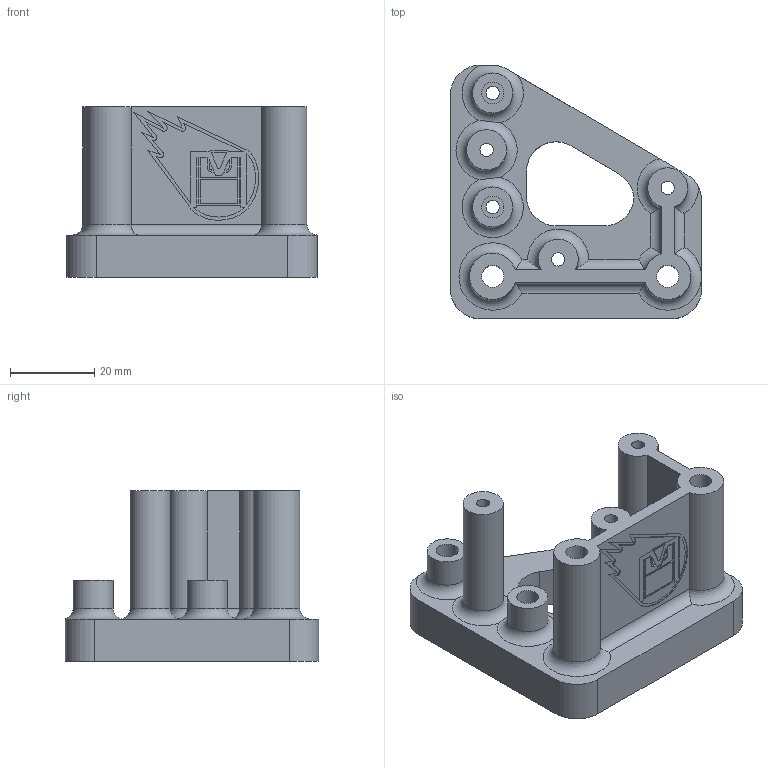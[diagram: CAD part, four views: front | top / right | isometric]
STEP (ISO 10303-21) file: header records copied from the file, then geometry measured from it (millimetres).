
FILE_DESCRIPTION(/* description */ ('STEP AP242','CAx-IF Rec.Pracs.---Representation and Presentation of Product Manufacturing Information (PMI)---4.0---2014-10-13','CAx-IF Rec.Pracs.---3D Tessellated Geometry---0.4---2014-09-14','2;1'),/* implementation_level */ '2;1');
FILE_NAME(/* name */ 'Motor Mounts - Left Motor Mount',/* time_stamp */ '2025-04-21T01:16:03Z',/* author */ (''),/* organization */ (''),/* preprocessor_version */ 'ST-DEVELOPER v20',/* originating_system */ 'ONSHAPE BY PTC INC, 1.196',/* authorisation */ ' ');
FILE_SCHEMA (('AP242_MANAGED_MODEL_BASED_3D_ENGINEERING_MIM_LF { 1 0 10303 442 1 1 4 }'));
Length unit declared in the file: metre
Products named in the file (1): Left Motor Mount
Bounding box: 59.45 x 60.05 x 40.4 mm (x, y, z)
Volume: 37094.1 mm3; surface area: 18271.4 mm2
Topology: 1 solids, 1 shells, 183 faces, 478 edges, 315 vertices
Faces by surface type: plane 114, cylinder 48, bspline 13, torus 8
Full cylindrical faces by diameter (mm): 3.15 x5, 5.2 x4, 6 x3, 9.5 x3
Entity records: 5621 total; most frequent: CARTESIAN_POINT 1188, ORIENTED_EDGE 908, DIRECTION 857, EDGE_CURVE 454, LINE 313, VECTOR 313, VERTEX_POINT 309, AXIS2_PLACEMENT_3D 272
